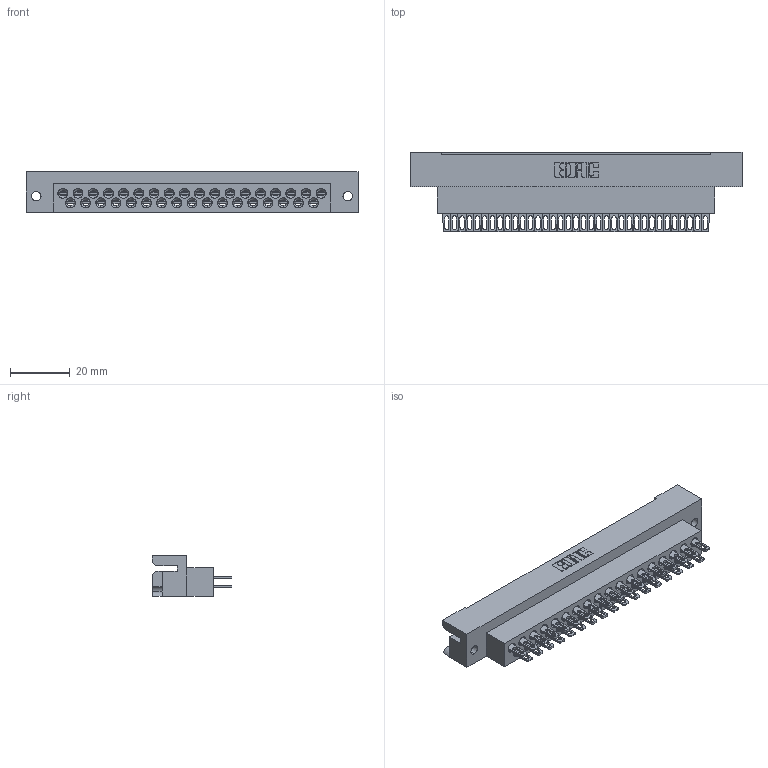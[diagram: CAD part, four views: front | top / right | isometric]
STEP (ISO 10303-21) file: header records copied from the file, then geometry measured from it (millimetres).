
FILE_DESCRIPTION (( 'STEP AP203' ), '1' );
FILE_NAME ('438-035-500-122.STEP', '2020-03-12T20:47:55', ( '' ), ( '' ), 'SwSTEP 2.0', 'SolidWorks 2016', '' );
FILE_SCHEMA (( 'CONFIG_CONTROL_DESIGN' ));
Length unit declared in the file: millimetre
Products named in the file (3): 438-035-500-122; 516-290-001_500; 438-210-001_438-210-035-112
Assembly tree (36 placements, depth 2):
  438-035-500-122
    438-210-001_438-210-035-112
    516-290-001_500  x35
Bounding box: 111 x 26.68 x 13.49 mm (x, y, z)
Volume: 18239 mm3; surface area: 23123 mm2
Topology: 36 solids, 36 shells, 3726 faces, 10866 edges, 7185 vertices
Faces by surface type: plane 2324, cylinder 1065, bspline 232, cone 105
Entity records: 40863 total; most frequent: CARTESIAN_POINT 9419, ORIENTED_EDGE 6772, DIRECTION 5727, EDGE_CURVE 3386, LINE 2355, VECTOR 2355, VERTEX_POINT 2221, AXIS2_PLACEMENT_3D 1686
